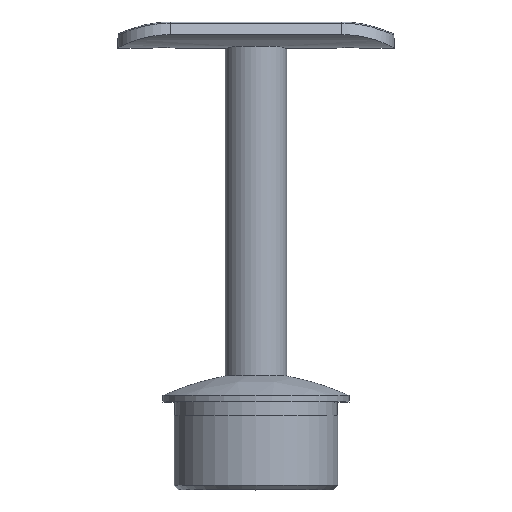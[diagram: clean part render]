
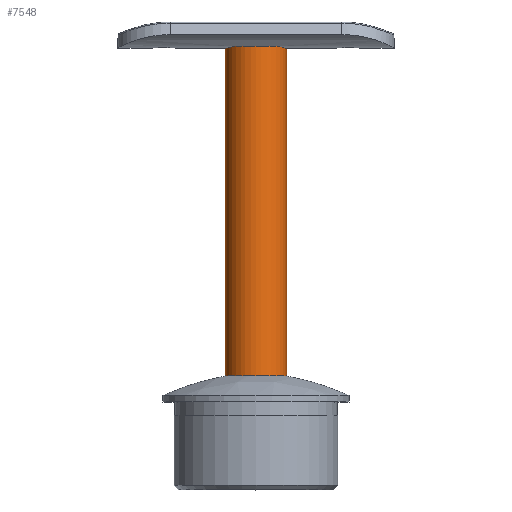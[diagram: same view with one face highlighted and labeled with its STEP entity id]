
A CAD part, top view. The second image highlights one B-rep face of the part: STEP entity #7548.
In plain terms, the highlighted cylindrical face has radius 7 mm (diameter 14 mm), a full revolution.
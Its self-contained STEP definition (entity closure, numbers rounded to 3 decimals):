
#1857 = CYLINDRICAL_SURFACE ( 'NONE', #10722, 7. ) ;
#4015 = ORIENTED_EDGE ( 'NONE', *, *, #19456, .T. ) ;
#4114 = CARTESIAN_POINT ( 'NONE',  ( 0., 75., 0. ) ) ;
#4264 = AXIS2_PLACEMENT_3D ( 'NONE', #13093, #8256, #18429 ) ;
#4330 = EDGE_LOOP ( 'NONE', ( #9912 ) ) ;
#7548 = ADVANCED_FACE ( 'NONE', ( #19043, #7748 ), #1857, .T. ) ;
#7748 = FACE_OUTER_BOUND ( 'NONE', #4330, .T. ) ;
#8256 = DIRECTION ( 'NONE',  ( 0., -1., 0. ) ) ;
#8539 = DIRECTION ( 'NONE',  ( 0., 0., -1. ) ) ;
#9489 = CARTESIAN_POINT ( 'NONE',  ( 0., 0., -7. ) ) ;
#9912 = ORIENTED_EDGE ( 'NONE', *, *, #21850, .F. ) ;
#10002 = EDGE_LOOP ( 'NONE', ( #4015 ) ) ;
#10722 = AXIS2_PLACEMENT_3D ( 'NONE', #12014, #11940, #8539 ) ;
#11088 = CIRCLE ( 'NONE', #4264, 7. ) ;
#11940 = DIRECTION ( 'NONE',  ( 0., -1., 0. ) ) ;
#12014 = CARTESIAN_POINT ( 'NONE',  ( 0., 0., 0. ) ) ;
#12581 = DIRECTION ( 'NONE',  ( 0., -1., 0. ) ) ;
#13093 = CARTESIAN_POINT ( 'NONE',  ( 0., 0., 0. ) ) ;
#14728 = CARTESIAN_POINT ( 'NONE',  ( 0., 75., -7. ) ) ;
#17810 = VERTEX_POINT ( 'NONE', #14728 ) ;
#17895 = CIRCLE ( 'NONE', #20340, 7. ) ;
#17906 = DIRECTION ( 'NONE',  ( 0., 0., -1. ) ) ;
#18328 = VERTEX_POINT ( 'NONE', #9489 ) ;
#18429 = DIRECTION ( 'NONE',  ( 0., 0., -1. ) ) ;
#19043 = FACE_OUTER_BOUND ( 'NONE', #10002, .T. ) ;
#19456 = EDGE_CURVE ( 'NONE', #17810, #17810, #17895, .T. ) ;
#20340 = AXIS2_PLACEMENT_3D ( 'NONE', #4114, #12581, #17906 ) ;
#21850 = EDGE_CURVE ( 'NONE', #18328, #18328, #11088, .T. ) ;
